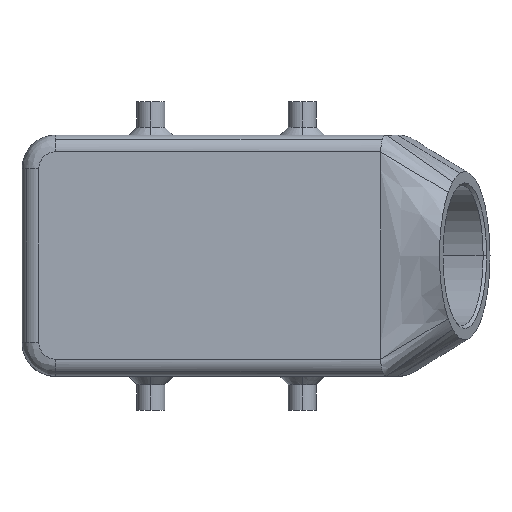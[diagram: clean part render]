
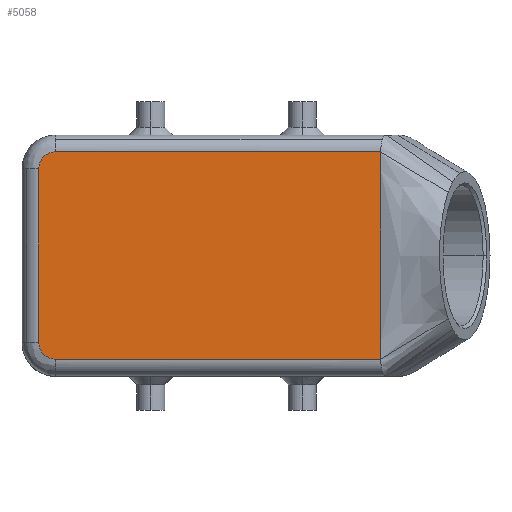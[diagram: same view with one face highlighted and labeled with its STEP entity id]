
A CAD part, top view. The second image highlights one B-rep face of the part: STEP entity #5058.
In plain terms, the highlighted planar face has unit normal (0, 0, 1).
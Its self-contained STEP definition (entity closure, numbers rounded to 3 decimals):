
#3141=CARTESIAN_POINT('',(-33.5,-15.5,52.));
#3142=VERTEX_POINT('',#3141);
#3150=CARTESIAN_POINT('',(-33.5,15.5,52.));
#3151=VERTEX_POINT('',#3150);
#3152=CARTESIAN_POINT('',(-33.5,-15.5,52.));
#3153=DIRECTION('',(0.0,1.0,0.0));
#3154=VECTOR('',#3153,31.);
#3155=LINE('',#3152,#3154);
#3156=EDGE_CURVE('',#3142,#3151,#3155,.T.);
#4409=CARTESIAN_POINT('',(27.5,18.5,52.0));
#4410=VERTEX_POINT('',#4409);
#4478=CARTESIAN_POINT('',(27.5,15.107,52.0));
#4479=VERTEX_POINT('',#4478);
#4480=CARTESIAN_POINT('',(27.5,15.107,52.0));
#4481=DIRECTION('',(0.0,1.0,0.0));
#4482=VECTOR('',#4481,3.393);
#4483=LINE('',#4480,#4482);
#4484=EDGE_CURVE('',#4479,#4410,#4483,.T.);
#4486=CARTESIAN_POINT('',(27.5,-15.107,52.0));
#4487=VERTEX_POINT('',#4486);
#4488=CARTESIAN_POINT('',(27.5,-15.107,52.0));
#4489=DIRECTION('',(0.0,1.0,0.0));
#4490=VECTOR('',#4489,30.214);
#4491=LINE('',#4488,#4490);
#4492=EDGE_CURVE('',#4487,#4479,#4491,.T.);
#4494=CARTESIAN_POINT('',(27.5,-18.5,52.0));
#4495=VERTEX_POINT('',#4494);
#4496=CARTESIAN_POINT('',(27.5,-18.5,52.0));
#4497=DIRECTION('',(0.0,1.0,0.0));
#4498=VECTOR('',#4497,3.393);
#4499=LINE('',#4496,#4498);
#4500=EDGE_CURVE('',#4495,#4487,#4499,.T.);
#4817=CARTESIAN_POINT('',(-30.5,-18.5,52.));
#4818=VERTEX_POINT('',#4817);
#4819=CARTESIAN_POINT('',(27.5,-18.5,52.0));
#4820=DIRECTION('',(-1.0,0.0,0.0));
#4821=VECTOR('',#4820,58.);
#4822=LINE('',#4819,#4821);
#4823=EDGE_CURVE('',#4495,#4818,#4822,.T.);
#4908=CARTESIAN_POINT('',(-30.5,-15.5,52.));
#4909=DIRECTION('',(0.,0.,-1.0));
#4910=DIRECTION('',(-0.707,-0.707,0.));
#4911=AXIS2_PLACEMENT_3D('',#4908,#4909,#4910);
#4912=CIRCLE('',#4911,3.0);
#4913=EDGE_CURVE('',#4818,#3142,#4912,.T.);
#4996=CARTESIAN_POINT('',(-30.5,18.5,52.));
#4997=VERTEX_POINT('',#4996);
#5016=CARTESIAN_POINT('',(-30.5,15.5,52.));
#5017=DIRECTION('',(0.,0.,-1.0));
#5018=DIRECTION('',(-0.707,0.707,0.));
#5019=AXIS2_PLACEMENT_3D('',#5016,#5017,#5018);
#5020=CIRCLE('',#5019,3.0);
#5021=EDGE_CURVE('',#3151,#4997,#5020,.T.);
#5033=CARTESIAN_POINT('',(-30.5,18.5,52.));
#5034=DIRECTION('',(1.0,0.0,0.0));
#5035=VECTOR('',#5034,58.);
#5036=LINE('',#5033,#5035);
#5037=EDGE_CURVE('',#4997,#4410,#5036,.T.);
#5043=CARTESIAN_POINT('',(27.5,0.0,52.0));
#5044=DIRECTION('',(0.0,0.0,1.0));
#5045=DIRECTION('',(1.0,0.0,0.0));
#5046=AXIS2_PLACEMENT_3D('',#5043,#5044,#5045);
#5047=PLANE('',#5046);
#5048=ORIENTED_EDGE('',*,*,#5037,.F.);
#5049=ORIENTED_EDGE('',*,*,#5021,.F.);
#5050=ORIENTED_EDGE('',*,*,#3156,.F.);
#5051=ORIENTED_EDGE('',*,*,#4913,.F.);
#5052=ORIENTED_EDGE('',*,*,#4823,.F.);
#5053=ORIENTED_EDGE('',*,*,#4500,.T.);
#5054=ORIENTED_EDGE('',*,*,#4492,.T.);
#5055=ORIENTED_EDGE('',*,*,#4484,.T.);
#5056=EDGE_LOOP('',(#5048,#5049,#5050,#5051,#5052,#5053,#5054,#5055));
#5057=FACE_OUTER_BOUND('',#5056,.T.);
#5058=ADVANCED_FACE('',(#5057),#5047,.T.);
